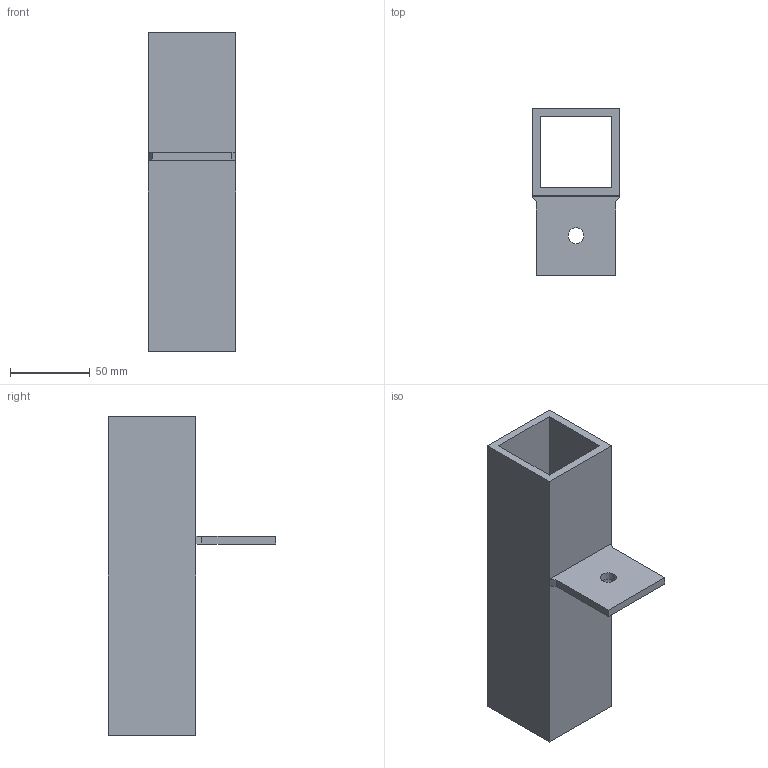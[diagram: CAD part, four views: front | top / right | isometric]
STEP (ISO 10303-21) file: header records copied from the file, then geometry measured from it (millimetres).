
FILE_DESCRIPTION(/* description */ (''),/* implementation_level */ '2;1');
FILE_NAME(/* name */ 'Sans nom v5.step',/* time_stamp */ '2021-03-21T23:30:18+01:00',/* author */ (''),/* organization */ (''),/* preprocessor_version */ 'ST-DEVELOPER v18.1',/* originating_system */ 'Autodesk Translation Framework v9.10.0.1330',/* authorisation */ '');
FILE_SCHEMA (('AUTOMOTIVE_DESIGN { 1 0 10303 214 3 1 1 }'));
Length unit declared in the file: millimetre
Products named in the file (2): Sans nom; Composant2
Assembly tree (1 placements, depth 2):
  Sans nom
    Composant2
Bounding box: 55 x 105 x 200 mm (x, y, z)
Volume: 212153 mm3; surface area: 88051 mm2
Topology: 2 solids, 2 shells, 19 faces, 45 edges, 30 vertices
Faces by surface type: plane 18, cylinder 1
Full cylindrical faces by diameter (mm): 10 x1
Entity records: 603 total; most frequent: CARTESIAN_POINT 97, DIRECTION 91, ORIENTED_EDGE 90, EDGE_CURVE 45, LINE 43, VECTOR 43, VERTEX_POINT 30, AXIS2_PLACEMENT_3D 24
